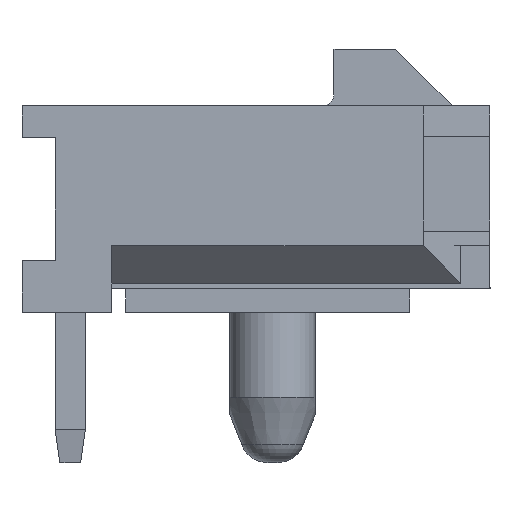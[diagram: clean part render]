
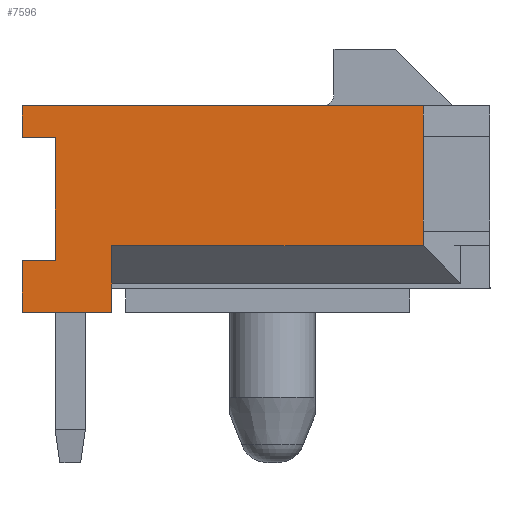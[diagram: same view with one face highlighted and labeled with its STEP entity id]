
A CAD part, left-side view. The second image highlights one B-rep face of the part: STEP entity #7596.
In plain terms, the highlighted planar face has unit normal (-1, 0, 0).
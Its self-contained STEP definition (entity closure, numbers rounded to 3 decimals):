
#1049=ORIENTED_EDGE('',*,*,#3086,.T.);
#1050=ORIENTED_EDGE('',*,*,#3087,.T.);
#1051=ORIENTED_EDGE('',*,*,#3079,.T.);
#1052=ORIENTED_EDGE('',*,*,#3088,.T.);
#1053=ORIENTED_EDGE('',*,*,#3089,.F.);
#1054=ORIENTED_EDGE('',*,*,#3090,.T.);
#1055=ORIENTED_EDGE('',*,*,#3091,.F.);
#1056=ORIENTED_EDGE('',*,*,#3092,.F.);
#1057=ORIENTED_EDGE('',*,*,#3093,.F.);
#1058=ORIENTED_EDGE('',*,*,#2514,.T.);
#1059=ORIENTED_EDGE('',*,*,#3085,.T.);
#1060=ORIENTED_EDGE('',*,*,#3094,.T.);
#2514=EDGE_CURVE('',#3595,#3594,#4306,.T.);
#3079=EDGE_CURVE('',#4031,#4032,#4871,.T.);
#3085=EDGE_CURVE('',#3594,#4036,#4877,.T.);
#3086=EDGE_CURVE('',#4037,#4038,#4878,.T.);
#3087=EDGE_CURVE('',#4038,#4031,#4879,.T.);
#3088=EDGE_CURVE('',#4032,#4039,#4880,.T.);
#3089=EDGE_CURVE('',#4040,#4039,#4881,.T.);
#3090=EDGE_CURVE('',#4040,#4041,#4882,.T.);
#3091=EDGE_CURVE('',#4042,#4041,#4883,.T.);
#3092=EDGE_CURVE('',#4043,#4042,#4884,.T.);
#3093=EDGE_CURVE('',#3595,#4043,#4885,.T.);
#3094=EDGE_CURVE('',#4036,#4037,#4886,.T.);
#3594=VERTEX_POINT('',#10667);
#3595=VERTEX_POINT('',#10669);
#4031=VERTEX_POINT('',#11770);
#4032=VERTEX_POINT('',#11771);
#4036=VERTEX_POINT('',#11781);
#4037=VERTEX_POINT('',#11785);
#4038=VERTEX_POINT('',#11786);
#4039=VERTEX_POINT('',#11789);
#4040=VERTEX_POINT('',#11791);
#4041=VERTEX_POINT('',#11793);
#4042=VERTEX_POINT('',#11795);
#4043=VERTEX_POINT('',#11797);
#4306=LINE('',#10668,#5379);
#4871=LINE('',#11769,#5944);
#4877=LINE('',#11782,#5950);
#4878=LINE('',#11784,#5951);
#4879=LINE('',#11787,#5952);
#4880=LINE('',#11788,#5953);
#4881=LINE('',#11790,#5954);
#4882=LINE('',#11792,#5955);
#4883=LINE('',#11794,#5956);
#4884=LINE('',#11796,#5957);
#4885=LINE('',#11798,#5958);
#4886=LINE('',#11799,#5959);
#5379=VECTOR('',#8586,1000.);
#5944=VECTOR('',#9351,1000.);
#5950=VECTOR('',#9359,1000.);
#5951=VECTOR('',#9362,1000.);
#5952=VECTOR('',#9363,1000.);
#5953=VECTOR('',#9364,1000.);
#5954=VECTOR('',#9365,1000.);
#5955=VECTOR('',#9366,1000.);
#5956=VECTOR('',#9367,1000.);
#5957=VECTOR('',#9368,1000.);
#5958=VECTOR('',#9369,1000.);
#5959=VECTOR('',#9370,1000.);
#6416=EDGE_LOOP('',(#1049,#1050,#1051,#1052,#1053,#1054,#1055,#1056,#1057,
#1058,#1059,#1060));
#6829=FACE_BOUND('',#6416,.T.);
#7215=PLANE('',#8024);
#7596=ADVANCED_FACE('',(#6829),#7215,.T.);
#8024=AXIS2_PLACEMENT_3D('',#11783,#9360,#9361);
#8586=DIRECTION('',(0.,1.,0.));
#9351=DIRECTION('',(0.,0.,-1.));
#9359=DIRECTION('',(0.,0.,-1.));
#9360=DIRECTION('',(-1.,0.,0.));
#9361=DIRECTION('',(0.,0.,1.));
#9362=DIRECTION('',(0.,0.,-1.));
#9363=DIRECTION('',(0.,1.,0.));
#9364=DIRECTION('',(0.,-1.,0.));
#9365=DIRECTION('',(0.,0.,-1.));
#9366=DIRECTION('',(0.,-1.,0.));
#9367=DIRECTION('',(0.,0.,-1.));
#9368=DIRECTION('',(0.,0.,-1.));
#9369=DIRECTION('',(0.,0.,-1.));
#9370=DIRECTION('',(0.,-1.,0.));
#10667=CARTESIAN_POINT('',(-18.325,4.95,2.185));
#10668=CARTESIAN_POINT('',(-18.325,-4.95,2.185));
#10669=CARTESIAN_POINT('',(-18.325,-3.536,2.185));
#11769=CARTESIAN_POINT('',(-18.325,4.95,2.185));
#11770=CARTESIAN_POINT('',(-18.325,4.95,-1.085));
#11771=CARTESIAN_POINT('',(-18.325,4.95,-2.185));
#11781=CARTESIAN_POINT('',(-18.325,4.95,1.515));
#11782=CARTESIAN_POINT('',(-18.325,4.95,2.185));
#11783=CARTESIAN_POINT('',(-18.325,0.,0.));
#11784=CARTESIAN_POINT('',(-18.325,4.25,0.));
#11785=CARTESIAN_POINT('',(-18.325,4.25,1.515));
#11786=CARTESIAN_POINT('',(-18.325,4.25,-1.085));
#11787=CARTESIAN_POINT('',(-18.325,0.,-1.085));
#11788=CARTESIAN_POINT('',(-18.325,4.95,-2.185));
#11789=CARTESIAN_POINT('',(-18.325,3.05,-2.185));
#11790=CARTESIAN_POINT('',(-18.325,3.05,-2.185));
#11791=CARTESIAN_POINT('',(-18.325,3.05,-0.771));
#11792=CARTESIAN_POINT('',(-18.325,3.05,-0.771));
#11793=CARTESIAN_POINT('',(-18.325,-3.536,-0.771));
#11794=CARTESIAN_POINT('',(-18.325,-3.536,0.));
#11795=CARTESIAN_POINT('',(-18.325,-3.536,-0.465));
#11796=CARTESIAN_POINT('',(-18.325,-3.536,1.535));
#11797=CARTESIAN_POINT('',(-18.325,-3.536,1.535));
#11798=CARTESIAN_POINT('',(-18.325,-3.536,0.));
#11799=CARTESIAN_POINT('',(-18.325,0.,1.515));
